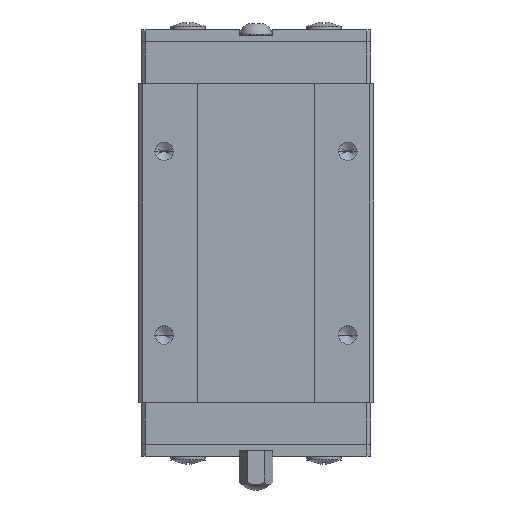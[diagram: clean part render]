
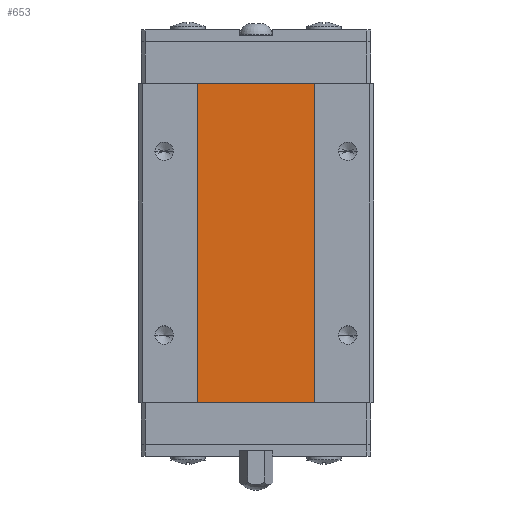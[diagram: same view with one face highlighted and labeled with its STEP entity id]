
A CAD part, top view. The second image highlights one B-rep face of the part: STEP entity #653.
In plain terms, the highlighted planar face has unit normal (0, 0, 1).
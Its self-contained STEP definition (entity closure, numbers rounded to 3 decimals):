
#653=ADVANCED_FACE('',(#1370),#1371,.T.);
#1370=FACE_OUTER_BOUND('',#2149,.T.);
#1371=PLANE('',#2150);
#2149=EDGE_LOOP('',(#4030,#4031,#4032,#4033));
#2150=AXIS2_PLACEMENT_3D('',#4034,#4035,#4036);
#4030=ORIENTED_EDGE('',*,*,#5373,.F.);
#4031=ORIENTED_EDGE('',*,*,#5374,.F.);
#4032=ORIENTED_EDGE('',*,*,#5375,.F.);
#4033=ORIENTED_EDGE('',*,*,#5376,.F.);
#4034=CARTESIAN_POINT('',(0.0,29.001,15.75));
#4035=DIRECTION('',(0.0,0.0,1.0));
#4036=DIRECTION('',(1.0,0.0,0.0));
#5373=EDGE_CURVE('',#6641,#6642,#6643,.T.);
#5374=EDGE_CURVE('',#6644,#6641,#6645,.T.);
#5375=EDGE_CURVE('',#6646,#6644,#6647,.T.);
#5376=EDGE_CURVE('',#6642,#6646,#6648,.T.);
#6641=VERTEX_POINT('',#8877);
#6642=VERTEX_POINT('',#8878);
#6643=LINE('',#8879,#8880);
#6644=VERTEX_POINT('',#8881);
#6645=LINE('',#8882,#8883);
#6646=VERTEX_POINT('',#8884);
#6647=LINE('',#8885,#8886);
#6648=LINE('',#8887,#8888);
#8877=CARTESIAN_POINT('',(8.0,50.701,15.75));
#8878=CARTESIAN_POINT('',(8.0,7.301,15.75));
#8879=CARTESIAN_POINT('',(8.0,29.001,15.75));
#8880=VECTOR('',#9889,1.0);
#8881=CARTESIAN_POINT('',(-8.0,50.701,15.75));
#8882=CARTESIAN_POINT('',(0.,50.701,15.75));
#8883=VECTOR('',#9890,1.0);
#8884=CARTESIAN_POINT('',(-8.0,7.301,15.75));
#8885=CARTESIAN_POINT('',(-8.0,29.001,15.75));
#8886=VECTOR('',#9891,1.0);
#8887=CARTESIAN_POINT('',(0.,7.301,15.75));
#8888=VECTOR('',#9892,1.0);
#9889=DIRECTION('',(0.0,-1.0,0.0));
#9890=DIRECTION('',(1.0,0.0,-0.0));
#9891=DIRECTION('',(0.0,1.0,0.0));
#9892=DIRECTION('',(-1.0,0.0,0.0));
